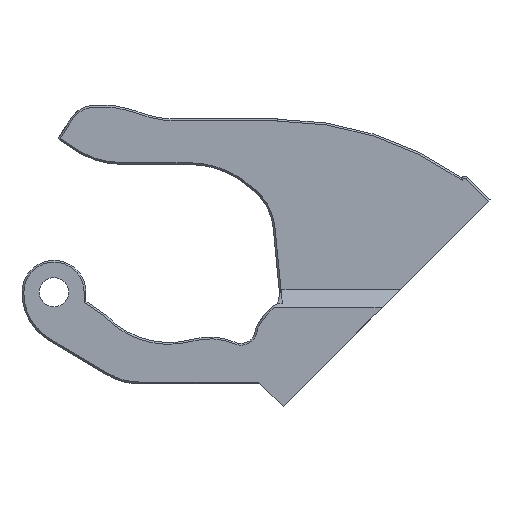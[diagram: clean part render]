
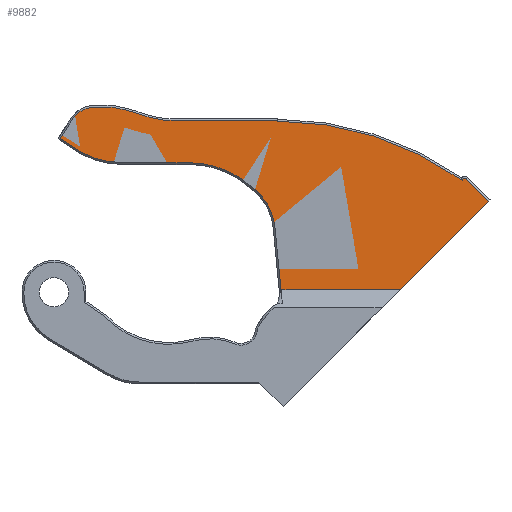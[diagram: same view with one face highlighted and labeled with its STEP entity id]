
A CAD part, front view. The second image highlights one B-rep face of the part: STEP entity #9882.
In plain terms, the highlighted planar face has unit normal (0, -1, 0).
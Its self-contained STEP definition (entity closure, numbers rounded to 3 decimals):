
#7806=DIRECTION('',(0.707,0.,-0.707));
#7807=VECTOR('',#7806,3.42);
#7808=CARTESIAN_POINT('',(44.747,-16.1,
-8.059));
#7809=LINE('',#7808,#7807);
#7810=DIRECTION('',(0.707,0.,0.707));
#7811=VECTOR('',#7810,13.677);
#7812=CARTESIAN_POINT('',(37.494,-16.1,
-20.149));
#7813=LINE('',#7812,#7811);
#7814=DIRECTION('',(-1.,0.,0.));
#7815=VECTOR('',#7814,13.059);
#7816=CARTESIAN_POINT('',(37.494,-16.1,
-20.149));
#7817=LINE('',#7816,#7815);
#7818=DIRECTION('',(0.097,0.,-0.995));
#7819=VECTOR('',#7818,6.79);
#7820=CARTESIAN_POINT('',(23.778,-16.1,
-13.39));
#7821=LINE('',#7820,#7819);
#7822=CARTESIAN_POINT('',(17.607,-16.1,
-13.99));
#7823=DIRECTION('',(0.,1.,0.));
#7824=DIRECTION('',(0.665,0.,0.747));
#7825=AXIS2_PLACEMENT_3D('',#7822,#7823,#7824);
#7827=DIRECTION('',(0.747,0.,-0.665));
#7828=VECTOR('',#7827,0.756);
#7829=CARTESIAN_POINT('',(21.166,-16.1,
-8.857));
#7830=LINE('',#7829,#7828);
#7831=CARTESIAN_POINT('',(14.383,-16.1,
-16.475));
#7832=DIRECTION('',(0.,1.,0.));
#7833=DIRECTION('',(0.,0.,1.));
#7834=AXIS2_PLACEMENT_3D('',#7831,#7832,#7833);
#7836=DIRECTION('',(1.,0.,0.));
#7837=VECTOR('',#7836,7.186);
#7838=CARTESIAN_POINT('',(7.197,-16.1,
-6.275));
#7839=LINE('',#7838,#7837);
#7840=CARTESIAN_POINT('',(7.197,-16.1,3.525));
#7841=DIRECTION('',(0.,-1.,0.));
#7842=DIRECTION('',(-0.467,0.,-0.884));
#7843=AXIS2_PLACEMENT_3D('',#7840,#7841,#7842);
#7845=DIRECTION('',(0.839,0.,-0.545));
#7846=VECTOR('',#7845,2.791);
#7847=CARTESIAN_POINT('',(0.277,-16.1,
-3.619));
#7848=LINE('',#7847,#7846);
#7849=DIRECTION('',(-0.545,0.,-0.839));
#7850=VECTOR('',#7849,2.556);
#7851=CARTESIAN_POINT('',(1.669,-16.1,
-1.475));
#7852=LINE('',#7851,#7850);
#7853=CARTESIAN_POINT('',(4.017,-16.1,
-3.));
#7854=DIRECTION('',(0.,-1.,0.));
#7855=DIRECTION('',(0.,0.,1.));
#7856=AXIS2_PLACEMENT_3D('',#7853,#7854,#7855);
#7858=DIRECTION('',(-1.,0.,0.));
#7859=VECTOR('',#7858,1.929);
#7860=CARTESIAN_POINT('',(5.946,-16.1,
-0.2));
#7861=LINE('',#7860,#7859);
#7862=DIRECTION('',(-0.982,0.,0.187));
#7863=VECTOR('',#7862,0.434);
#7864=CARTESIAN_POINT('',(6.373,-16.1,
-0.281));
#7865=LINE('',#7864,#7863);
#7866=CARTESIAN_POINT('',(2.677,-16.1,
-19.733));
#7867=DIRECTION('',(0.,-1.,0.));
#7868=DIRECTION('',(0.336,0.,0.942));
#7869=AXIS2_PLACEMENT_3D('',#7866,#7867,#7868);
#7871=CARTESIAN_POINT('',(12.75,-16.1,8.525));
#7872=DIRECTION('',(0.,1.,0.));
#7873=DIRECTION('',(0.,0.,-1.));
#7874=AXIS2_PLACEMENT_3D('',#7871,#7872,#7873);
#7876=DIRECTION('',(-1.,0.,0.));
#7877=VECTOR('',#7876,11.303);
#7878=CARTESIAN_POINT('',(24.053,-16.1,
-1.675));
#7879=LINE('',#7878,#7877);
#7880=DIRECTION('',(0.,0.,1.));
#7881=VECTOR('',#7880,0.042);
#7882=CARTESIAN_POINT('',(24.053,-16.1,
-1.717));
#7883=LINE('',#7882,#7881);
#7884=CARTESIAN_POINT('',(44.534,-16.1,
-8.271));
#7885=DIRECTION('',(0.,1.,0.));
#7886=DIRECTION('',(-0.964,0.,0.266));
#7887=AXIS2_PLACEMENT_3D('',#7884,#7885,#7886);
#8722=CARTESIAN_POINT('',(24.053,-16.1,
-36.439));
#8723=DIRECTION('',(0.,-1.,0.));
#8724=DIRECTION('',(0.582,0.,0.814));
#8725=AXIS2_PLACEMENT_3D('',#8722,#8723,#8724);
#8840=CARTESIAN_POINT('',(37.494,-16.1,
-20.149));
#8841=VERTEX_POINT('',#8840);
#8842=CARTESIAN_POINT('',(24.435,-16.1,
-20.149));
#8844=VERTEX_POINT('',#8842);
#8850=CARTESIAN_POINT('',(23.778,-16.1,
-13.39));
#8851=VERTEX_POINT('',#8850);
#8852=CARTESIAN_POINT('',(21.731,-16.1,
-9.36));
#8853=VERTEX_POINT('',#8852);
#8856=CARTESIAN_POINT('',(21.166,-16.1,
-8.857));
#8857=VERTEX_POINT('',#8856);
#8860=CARTESIAN_POINT('',(14.383,-16.1,
-6.275));
#8861=VERTEX_POINT('',#8860);
#8864=CARTESIAN_POINT('',(7.197,-16.1,
-6.275));
#8865=VERTEX_POINT('',#8864);
#8868=CARTESIAN_POINT('',(2.617,-16.1,
-5.139));
#8869=VERTEX_POINT('',#8868);
#8880=CARTESIAN_POINT('',(12.75,-16.1,
-1.675));
#8881=CARTESIAN_POINT('',(9.325,-16.1,
-1.082));
#8882=VERTEX_POINT('',#8880);
#8883=VERTEX_POINT('',#8881);
#8886=CARTESIAN_POINT('',(6.373,-16.1,
-0.281));
#8887=VERTEX_POINT('',#8886);
#8892=CARTESIAN_POINT('',(5.946,-16.1,
-0.2));
#8893=VERTEX_POINT('',#8892);
#8894=CARTESIAN_POINT('',(0.277,-16.1,
-3.619));
#8895=VERTEX_POINT('',#8894);
#8900=CARTESIAN_POINT('',(1.669,-16.1,
-1.475));
#8901=VERTEX_POINT('',#8900);
#8902=CARTESIAN_POINT('',(4.017,-16.1,
-0.2));
#8903=VERTEX_POINT('',#8902);
#8906=CARTESIAN_POINT('',(24.053,-16.1,
-1.717));
#8907=CARTESIAN_POINT('',(24.053,-16.1,
-1.675));
#8908=VERTEX_POINT('',#8906);
#8909=VERTEX_POINT('',#8907);
#8913=CARTESIAN_POINT('',(47.165,-16.1,
-10.478));
#8915=VERTEX_POINT('',#8913);
#8916=CARTESIAN_POINT('',(44.747,-16.1,
-8.059));
#8917=VERTEX_POINT('',#8916);
#8922=CARTESIAN_POINT('',(44.245,-16.1,
-8.191));
#8923=VERTEX_POINT('',#8922);
#9838=CARTESIAN_POINT('',(-25.81,-16.1,
-6.475));
#9839=DIRECTION('',(0.,1.,0.));
#9840=DIRECTION('',(0.,0.,1.));
#9841=AXIS2_PLACEMENT_3D('',#9838,#9839,#9840);
#9842=PLANE('',#9841);
#9843=ORIENTED_EDGE('',*,*,#9830,.T.);
#9844=ORIENTED_EDGE('',*,*,#9308,.F.);
#9846=ORIENTED_EDGE('',*,*,#9845,.T.);
#9848=ORIENTED_EDGE('',*,*,#9847,.F.);
#9850=ORIENTED_EDGE('',*,*,#9849,.F.);
#9852=ORIENTED_EDGE('',*,*,#9851,.F.);
#9854=ORIENTED_EDGE('',*,*,#9853,.F.);
#9856=ORIENTED_EDGE('',*,*,#9855,.F.);
#9858=ORIENTED_EDGE('',*,*,#9857,.F.);
#9860=ORIENTED_EDGE('',*,*,#9859,.F.);
#9862=ORIENTED_EDGE('',*,*,#9861,.F.);
#9864=ORIENTED_EDGE('',*,*,#9863,.F.);
#9866=ORIENTED_EDGE('',*,*,#9865,.F.);
#9868=ORIENTED_EDGE('',*,*,#9867,.F.);
#9870=ORIENTED_EDGE('',*,*,#9869,.F.);
#9872=ORIENTED_EDGE('',*,*,#9871,.F.);
#9874=ORIENTED_EDGE('',*,*,#9873,.F.);
#9875=ORIENTED_EDGE('',*,*,#9775,.F.);
#9877=ORIENTED_EDGE('',*,*,#9876,.F.);
#9879=ORIENTED_EDGE('',*,*,#9878,.T.);
#9880=EDGE_LOOP('',(#9843,#9844,#9846,#9848,#9850,#9852,#9854,#9856,#9858,#9860,
#9862,#9864,#9866,#9868,#9870,#9872,#9874,#9875,#9877,#9879));
#9881=FACE_OUTER_BOUND('',#9880,.F.);
#9882=ADVANCED_FACE('',(#9881),#9842,.F.);
#7826=CIRCLE('',#7825,6.2);
#7835=CIRCLE('',#7834,10.2);
#7844=CIRCLE('',#7843,9.8);
#7857=CIRCLE('',#7856,2.8);
#7870=CIRCLE('',#7869,19.8);
#7875=CIRCLE('',#7874,10.2);
#7888=CIRCLE('',#7887,0.3);
#8726=CIRCLE('',#8725,34.723);
#9308=EDGE_CURVE('',#8841,#8915,#7813,.T.);
#9775=EDGE_CURVE('',#8908,#8909,#7883,.T.);
#9830=EDGE_CURVE('',#8917,#8915,#7809,.T.);
#9845=EDGE_CURVE('',#8841,#8844,#7817,.T.);
#9847=EDGE_CURVE('',#8851,#8844,#7821,.T.);
#9849=EDGE_CURVE('',#8853,#8851,#7826,.T.);
#9851=EDGE_CURVE('',#8857,#8853,#7830,.T.);
#9853=EDGE_CURVE('',#8861,#8857,#7835,.T.);
#9855=EDGE_CURVE('',#8865,#8861,#7839,.T.);
#9857=EDGE_CURVE('',#8869,#8865,#7844,.T.);
#9859=EDGE_CURVE('',#8895,#8869,#7848,.T.);
#9861=EDGE_CURVE('',#8901,#8895,#7852,.T.);
#9863=EDGE_CURVE('',#8903,#8901,#7857,.T.);
#9865=EDGE_CURVE('',#8893,#8903,#7861,.T.);
#9867=EDGE_CURVE('',#8887,#8893,#7865,.T.);
#9869=EDGE_CURVE('',#8883,#8887,#7870,.T.);
#9871=EDGE_CURVE('',#8882,#8883,#7875,.T.);
#9873=EDGE_CURVE('',#8909,#8882,#7879,.T.);
#9876=EDGE_CURVE('',#8923,#8908,#8726,.T.);
#9878=EDGE_CURVE('',#8923,#8917,#7888,.T.);
